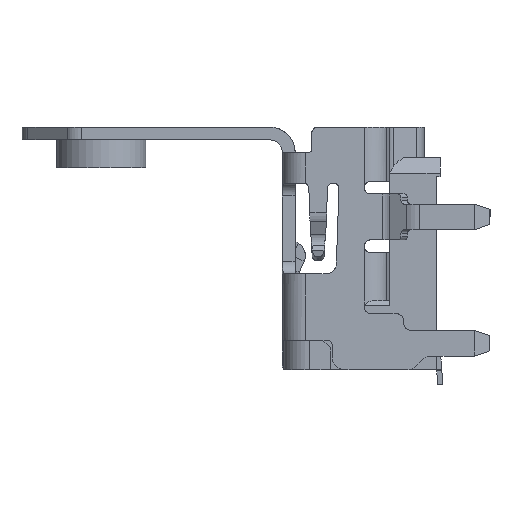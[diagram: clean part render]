
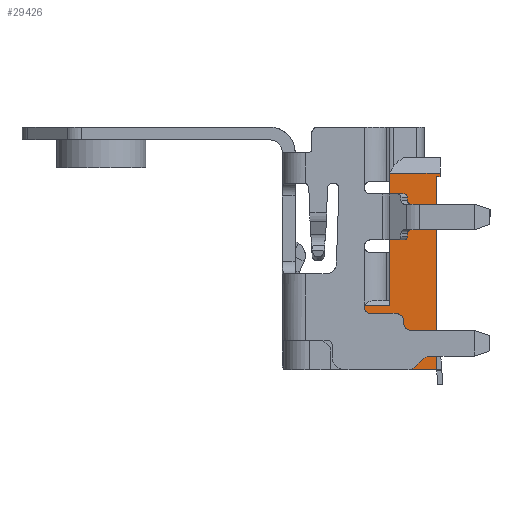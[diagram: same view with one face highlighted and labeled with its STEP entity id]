
A CAD part, left-side view. The second image highlights one B-rep face of the part: STEP entity #29426.
In plain terms, the highlighted planar face has unit normal (-1, 0, 0).
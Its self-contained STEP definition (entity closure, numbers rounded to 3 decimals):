
#232 = CARTESIAN_POINT ( 'NONE',  ( -6.95, -2.7, 0.84 ) ) ;
#632 = LINE ( 'NONE', #42931, #7473 ) ;
#1026 = VECTOR ( 'NONE', #5949, 1000. ) ;
#1558 = CARTESIAN_POINT ( 'NONE',  ( -6.95, -2.7, -0.195 ) ) ;
#1570 = VECTOR ( 'NONE', #17416, 1000. ) ;
#4615 = DIRECTION ( 'NONE',  ( 0., 0., 1. ) ) ;
#5114 = ORIENTED_EDGE ( 'NONE', *, *, #33738, .F. ) ;
#5704 = LINE ( 'NONE', #53013, #28563 ) ;
#5949 = DIRECTION ( 'NONE',  ( 0., 1., 0. ) ) ;
#6109 = CARTESIAN_POINT ( 'NONE',  ( -6.95, -0.2, -0.195 ) ) ;
#7473 = VECTOR ( 'NONE', #38844, 1000. ) ;
#8417 = CARTESIAN_POINT ( 'NONE',  ( -6.95, 4.85, 3.255 ) ) ;
#9023 = EDGE_CURVE ( 'NONE', #52433, #30554, #48804, .T. ) ;
#10098 = DIRECTION ( 'NONE',  ( 0., -1., 0. ) ) ;
#10907 = DIRECTION ( 'NONE',  ( 0., -1., 0. ) ) ;
#11791 = CARTESIAN_POINT ( 'NONE',  ( -6.95, 1.147, 3.405 ) ) ;
#11991 = EDGE_CURVE ( 'NONE', #14127, #34224, #35909, .T. ) ;
#13763 = CARTESIAN_POINT ( 'NONE',  ( -6.95, 4.994, 1.415 ) ) ;
#14127 = VERTEX_POINT ( 'NONE', #6109 ) ;
#15985 = EDGE_CURVE ( 'NONE', #53757, #52433, #41090, .T. ) ;
#16414 = VERTEX_POINT ( 'NONE', #8417 ) ;
#17026 = VECTOR ( 'NONE', #22902, 1000. ) ;
#17407 = EDGE_CURVE ( 'NONE', #30554, #14127, #632, .T. ) ;
#17416 = DIRECTION ( 'NONE',  ( 0., -1., 0. ) ) ;
#18090 = AXIS2_PLACEMENT_3D ( 'NONE', #48441, #19938, #34643 ) ;
#18323 = CARTESIAN_POINT ( 'NONE',  ( -6.95, 4.85, 0.84 ) ) ;
#19938 = DIRECTION ( 'NONE',  ( -1., 0., 0. ) ) ;
#20625 = ORIENTED_EDGE ( 'NONE', *, *, #9023, .T. ) ;
#22336 = CARTESIAN_POINT ( 'NONE',  ( -6.95, 4.994, 3.405 ) ) ;
#22902 = DIRECTION ( 'NONE',  ( 0., 0., -1. ) ) ;
#24315 = FACE_OUTER_BOUND ( 'NONE', #31027, .T. ) ;
#26794 = ORIENTED_EDGE ( 'NONE', *, *, #11991, .T. ) ;
#28125 = EDGE_CURVE ( 'NONE', #34224, #60572, #28413, .T. ) ;
#28413 = LINE ( 'NONE', #232, #34940 ) ;
#28563 = VECTOR ( 'NONE', #10098, 1000. ) ;
#29322 = PLANE ( 'NONE',  #18090 ) ;
#29426 = ADVANCED_FACE ( 'NONE', ( #24315 ), #29322, .T. ) ;
#30554 = VERTEX_POINT ( 'NONE', #34114 ) ;
#30711 = EDGE_CURVE ( 'NONE', #49156, #53757, #50629, .T. ) ;
#31027 = EDGE_LOOP ( 'NONE', ( #26794, #60316, #5114, #52796, #53028, #32181, #20625, #59094 ) ) ;
#31827 = CARTESIAN_POINT ( 'NONE',  ( -6.95, 1.147, -0.195 ) ) ;
#32181 = ORIENTED_EDGE ( 'NONE', *, *, #15985, .T. ) ;
#33738 = EDGE_CURVE ( 'NONE', #16414, #60572, #5704, .T. ) ;
#33922 = VECTOR ( 'NONE', #55635, 1000. ) ;
#34114 = CARTESIAN_POINT ( 'NONE',  ( -6.95, -0.2, 1.415 ) ) ;
#34224 = VERTEX_POINT ( 'NONE', #1558 ) ;
#34643 = DIRECTION ( 'NONE',  ( 0., 0., 1. ) ) ;
#34867 = CARTESIAN_POINT ( 'NONE',  ( -6.95, -2.7, 3.255 ) ) ;
#34940 = VECTOR ( 'NONE', #4615, 1000. ) ;
#35909 = LINE ( 'NONE', #31827, #1570 ) ;
#38767 = CARTESIAN_POINT ( 'NONE',  ( -6.95, 1.147, 1.415 ) ) ;
#38844 = DIRECTION ( 'NONE',  ( 0., 0., -1. ) ) ;
#40936 = VECTOR ( 'NONE', #10907, 1000. ) ;
#41090 = LINE ( 'NONE', #55810, #17026 ) ;
#42931 = CARTESIAN_POINT ( 'NONE',  ( -6.95, -0.2, 0.84 ) ) ;
#47763 = CARTESIAN_POINT ( 'NONE',  ( -6.95, 4.85, 3.405 ) ) ;
#48441 = CARTESIAN_POINT ( 'NONE',  ( -6.95, -2.854, -1.828 ) ) ;
#48804 = LINE ( 'NONE', #38767, #40936 ) ;
#49156 = VERTEX_POINT ( 'NONE', #47763 ) ;
#50629 = LINE ( 'NONE', #11791, #1026 ) ;
#52433 = VERTEX_POINT ( 'NONE', #13763 ) ;
#52796 = ORIENTED_EDGE ( 'NONE', *, *, #58875, .T. ) ;
#53013 = CARTESIAN_POINT ( 'NONE',  ( -6.95, 1.075, 3.255 ) ) ;
#53028 = ORIENTED_EDGE ( 'NONE', *, *, #30711, .T. ) ;
#53757 = VERTEX_POINT ( 'NONE', #22336 ) ;
#55635 = DIRECTION ( 'NONE',  ( 0., 0., 1. ) ) ;
#55810 = CARTESIAN_POINT ( 'NONE',  ( -6.95, 4.994, 0.84 ) ) ;
#58875 = EDGE_CURVE ( 'NONE', #16414, #49156, #61263, .T. ) ;
#59094 = ORIENTED_EDGE ( 'NONE', *, *, #17407, .T. ) ;
#60316 = ORIENTED_EDGE ( 'NONE', *, *, #28125, .T. ) ;
#60572 = VERTEX_POINT ( 'NONE', #34867 ) ;
#61263 = LINE ( 'NONE', #18323, #33922 ) ;
